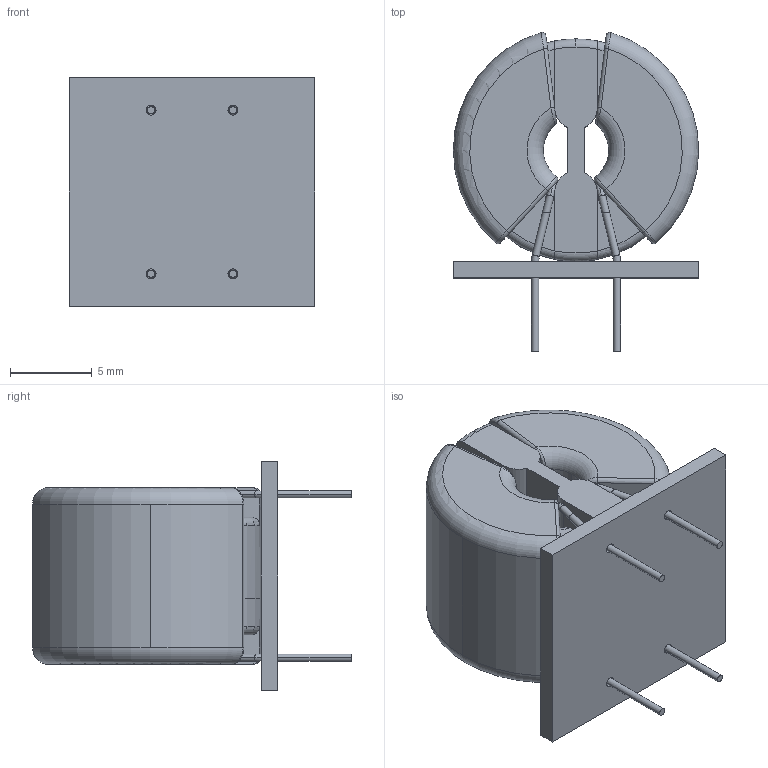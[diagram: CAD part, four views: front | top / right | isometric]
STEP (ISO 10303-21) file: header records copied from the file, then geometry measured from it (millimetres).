
FILE_DESCRIPTION (( 'STEP AP214' ), '1' );
FILE_NAME ('SCF-02-130JV.STEP', '2019-02-06T02:21:15', ( '' ), ( '' ), 'SwSTEP 2.0', 'SolidWorks 2018', '' );
FILE_SCHEMA (( 'AUTOMOTIVE_DESIGN' ));
Length unit declared in the file: millimetre
Products named in the file (1): SCF-02-130JV
Bounding box: 15 x 19.5 x 14 mm (x, y, z)
Volume: 1852.5 mm3; surface area: 1666 mm2
Topology: 1 solids, 1 shells, 227 faces, 636 edges, 408 vertices
Faces by surface type: plane 91, cylinder 74, torus 38, bspline 24
Entity records: 11542 total; most frequent: CARTESIAN_POINT 3542, ORIENTED_EDGE 1272, DIRECTION 1021, EDGE_CURVE 636, VERTEX_POINT 408, AXIS2_PLACEMENT_3D 385, VECTOR 251, LINE 251
